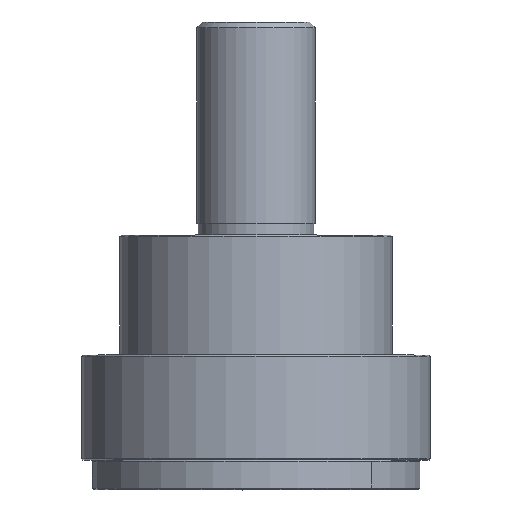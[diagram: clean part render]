
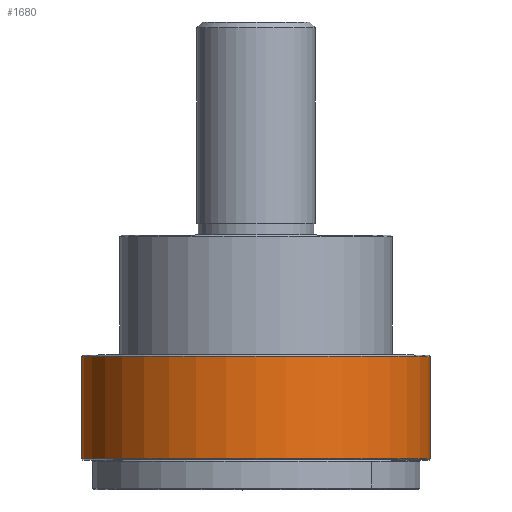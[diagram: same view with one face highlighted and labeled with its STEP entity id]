
A CAD part, top view. The second image highlights one B-rep face of the part: STEP entity #1680.
In plain terms, the highlighted cylindrical face has radius 46.825 mm (diameter 93.65 mm), a partial arc.
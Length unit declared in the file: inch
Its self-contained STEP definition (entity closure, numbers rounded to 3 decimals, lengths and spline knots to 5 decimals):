
#53 = VERTEX_POINT ( 'NONE', #3831 ) ;
#245 = FACE_OUTER_BOUND ( 'NONE', #5138, .T. ) ;
#526 = EDGE_CURVE ( 'NONE', #2605, #5331, #939, .T. ) ;
#640 = ORIENTED_EDGE ( 'NONE', *, *, #2949, .T. ) ;
#673 = DIRECTION ( 'NONE',  ( 0., -1., 0. ) ) ;
#871 = VECTOR ( 'NONE', #673, 39.37008 ) ;
#939 = CIRCLE ( 'NONE', #1265, 1.8435 ) ;
#1121 = CARTESIAN_POINT ( 'NONE',  ( 1.8435, 0.015, 0. ) ) ;
#1265 = AXIS2_PLACEMENT_3D ( 'NONE', #1772, #3160, #3211 ) ;
#1273 = CARTESIAN_POINT ( 'NONE',  ( -1.8435, 1.094, 0. ) ) ;
#1680 = ADVANCED_FACE ( 'NONE', ( #245 ), #3260, .T. ) ;
#1772 = CARTESIAN_POINT ( 'NONE',  ( 0., 0.015, 0. ) ) ;
#2124 = LINE ( 'NONE', #5617, #871 ) ;
#2326 = DIRECTION ( 'NONE',  ( 0., -1., 0. ) ) ;
#2341 = CARTESIAN_POINT ( 'NONE',  ( -1.8435, 0.015, 0. ) ) ;
#2450 = DIRECTION ( 'NONE',  ( 0., -1., 0. ) ) ;
#2516 = EDGE_CURVE ( 'NONE', #53, #5331, #2124, .T. ) ;
#2605 = VERTEX_POINT ( 'NONE', #2341 ) ;
#2720 = DIRECTION ( 'NONE',  ( 1., 0., 0. ) ) ;
#2949 = EDGE_CURVE ( 'NONE', #3577, #2605, #5695, .T. ) ;
#3030 = ORIENTED_EDGE ( 'NONE', *, *, #2516, .F. ) ;
#3160 = DIRECTION ( 'NONE',  ( 0., 1., 0. ) ) ;
#3190 = DIRECTION ( 'NONE',  ( 0., -1., 0. ) ) ;
#3211 = DIRECTION ( 'NONE',  ( 1., 0., 0. ) ) ;
#3231 = VECTOR ( 'NONE', #3190, 39.37008 ) ;
#3260 = CYLINDRICAL_SURFACE ( 'NONE', #3584, 1.8435 ) ;
#3380 = ORIENTED_EDGE ( 'NONE', *, *, #5953, .T. ) ;
#3508 = ORIENTED_EDGE ( 'NONE', *, *, #526, .T. ) ;
#3577 = VERTEX_POINT ( 'NONE', #1273 ) ;
#3584 = AXIS2_PLACEMENT_3D ( 'NONE', #3843, #2326, #2720 ) ;
#3674 = CARTESIAN_POINT ( 'NONE',  ( -1.8435, -16.14072, 0. ) ) ;
#3831 = CARTESIAN_POINT ( 'NONE',  ( 1.8435, 1.094, 0. ) ) ;
#3843 = CARTESIAN_POINT ( 'NONE',  ( 0., -16.14072, 0. ) ) ;
#4362 = AXIS2_PLACEMENT_3D ( 'NONE', #5211, #2450, #5704 ) ;
#4871 = CIRCLE ( 'NONE', #4362, 1.8435 ) ;
#5138 = EDGE_LOOP ( 'NONE', ( #3380, #640, #3508, #3030 ) ) ;
#5211 = CARTESIAN_POINT ( 'NONE',  ( 0., 1.094, 0. ) ) ;
#5331 = VERTEX_POINT ( 'NONE', #1121 ) ;
#5617 = CARTESIAN_POINT ( 'NONE',  ( 1.8435, -16.14072, 0. ) ) ;
#5695 = LINE ( 'NONE', #3674, #3231 ) ;
#5704 = DIRECTION ( 'NONE',  ( -1., 0., 0. ) ) ;
#5953 = EDGE_CURVE ( 'NONE', #53, #3577, #4871, .T. ) ;
